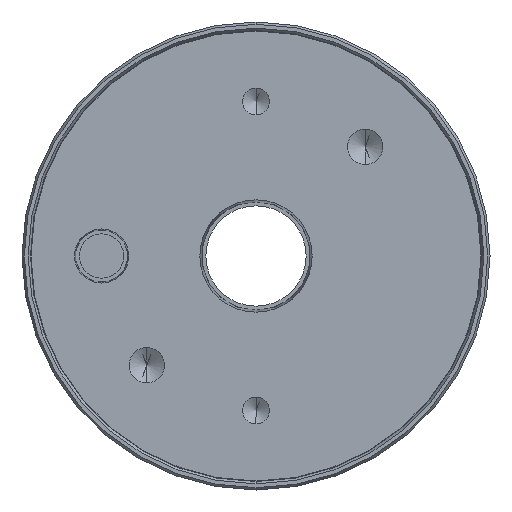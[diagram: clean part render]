
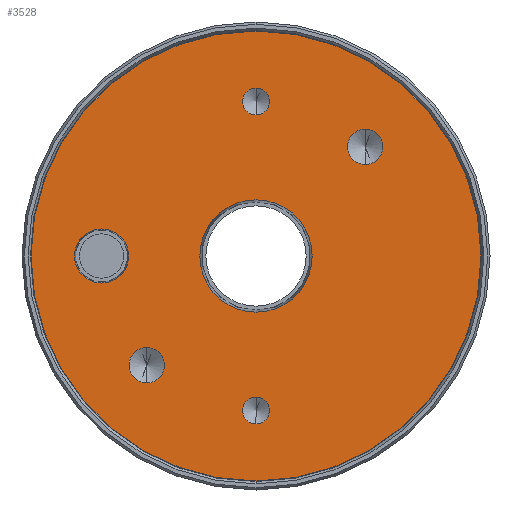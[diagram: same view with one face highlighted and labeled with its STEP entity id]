
A CAD part, front view. The second image highlights one B-rep face of the part: STEP entity #3528.
In plain terms, the highlighted planar face has unit normal (0, -1, 0).
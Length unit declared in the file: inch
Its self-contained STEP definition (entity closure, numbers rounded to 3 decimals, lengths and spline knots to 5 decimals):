
#1 = EDGE_CURVE ( 'NONE', #3275, #2024, #1606, .T. ) ;
#15 = VERTEX_POINT ( 'NONE', #1432 ) ;
#65 = AXIS2_PLACEMENT_3D ( 'NONE', #2144, #759, #1878 ) ;
#99 = ORIENTED_EDGE ( 'NONE', *, *, #1152, .F. ) ;
#104 = CARTESIAN_POINT ( 'NONE',  ( 0., 0., 0. ) ) ;
#130 = VERTEX_POINT ( 'NONE', #2790 ) ;
#131 = CIRCLE ( 'NONE', #2034, 0.2025 ) ;
#296 = EDGE_CURVE ( 'NONE', #960, #1841, #1424, .T. ) ;
#310 = EDGE_LOOP ( 'NONE', ( #99, #3000 ) ) ;
#354 = DIRECTION ( 'NONE',  ( 0., -1., 0. ) ) ;
#385 = DIRECTION ( 'NONE',  ( 0., 0., 1. ) ) ;
#439 = AXIS2_PLACEMENT_3D ( 'NONE', #1276, #2310, #385 ) ;
#453 = CARTESIAN_POINT ( 'NONE',  ( 0., 0., -1.6825 ) ) ;
#455 = CARTESIAN_POINT ( 'NONE',  ( 0., 0., -1.2555 ) ) ;
#470 = DIRECTION ( 'NONE',  ( 0., -1., 0. ) ) ;
#536 = DIRECTION ( 'NONE',  ( 0., 0., 1. ) ) ;
#572 = CARTESIAN_POINT ( 'NONE',  ( 0., 0., 0. ) ) ;
#574 = CARTESIAN_POINT ( 'NONE',  ( 0., 0., -0.42 ) ) ;
#579 = AXIS2_PLACEMENT_3D ( 'NONE', #1642, #2743, #3264 ) ;
#590 = EDGE_CURVE ( 'NONE', #1753, #15, #1554, .T. ) ;
#608 = EDGE_CURVE ( 'NONE', #3312, #1268, #2940, .T. ) ;
#617 = CARTESIAN_POINT ( 'NONE',  ( 0.81671, 0., 0.68389 ) ) ;
#659 = AXIS2_PLACEMENT_3D ( 'NONE', #2588, #1461, #2837 ) ;
#675 = ORIENTED_EDGE ( 'NONE', *, *, #2062, .F. ) ;
#698 = DIRECTION ( 'NONE',  ( 0., -1., 0. ) ) ;
#728 = VERTEX_POINT ( 'NONE', #2623 ) ;
#759 = DIRECTION ( 'NONE',  ( 0., -1., 0. ) ) ;
#772 = FACE_OUTER_BOUND ( 'NONE', #813, .T. ) ;
#813 = EDGE_LOOP ( 'NONE', ( #2259, #3327 ) ) ;
#816 = CARTESIAN_POINT ( 'NONE',  ( -1.155, 0., 0. ) ) ;
#853 = EDGE_LOOP ( 'NONE', ( #2048, #3348 ) ) ;
#935 = DIRECTION ( 'NONE',  ( 0., 0., 1. ) ) ;
#960 = VERTEX_POINT ( 'NONE', #453 ) ;
#969 = CARTESIAN_POINT ( 'NONE',  ( 0., 0., 1.155 ) ) ;
#996 = DIRECTION ( 'NONE',  ( 0., -1., 0. ) ) ;
#1012 = DIRECTION ( 'NONE',  ( 0., -1., 0. ) ) ;
#1040 = FACE_BOUND ( 'NONE', #853, .T. ) ;
#1140 = CARTESIAN_POINT ( 'NONE',  ( 0., 0., -1.155 ) ) ;
#1152 = EDGE_CURVE ( 'NONE', #15, #1753, #1473, .T. ) ;
#1173 = CIRCLE ( 'NONE', #1652, 0.2025 ) ;
#1198 = DIRECTION ( 'NONE',  ( 0., -1., 0. ) ) ;
#1231 = VERTEX_POINT ( 'NONE', #3274 ) ;
#1268 = VERTEX_POINT ( 'NONE', #2811 ) ;
#1276 = CARTESIAN_POINT ( 'NONE',  ( -0.81671, 0., -0.81671 ) ) ;
#1361 = EDGE_CURVE ( 'NONE', #1880, #1231, #1712, .T. ) ;
#1368 = AXIS2_PLACEMENT_3D ( 'NONE', #3373, #3337, #3355 ) ;
#1392 = ORIENTED_EDGE ( 'NONE', *, *, #1771, .F. ) ;
#1422 = DIRECTION ( 'NONE',  ( 0., 0., -1. ) ) ;
#1424 = CIRCLE ( 'NONE', #2075, 1.6825 ) ;
#1428 = DIRECTION ( 'NONE',  ( 0., 0., 1. ) ) ;
#1432 = CARTESIAN_POINT ( 'NONE',  ( 0., 0., -1.0545 ) ) ;
#1433 = CARTESIAN_POINT ( 'NONE',  ( 0., 0., 1.2555 ) ) ;
#1461 = DIRECTION ( 'NONE',  ( 0., -1., 0. ) ) ;
#1473 = CIRCLE ( 'NONE', #2341, 0.1005 ) ;
#1479 = CARTESIAN_POINT ( 'NONE',  ( 0., 0., 0. ) ) ;
#1481 = DIRECTION ( 'NONE',  ( 0., 0., 1. ) ) ;
#1486 = CARTESIAN_POINT ( 'NONE',  ( -0.81671, 0., -0.68389 ) ) ;
#1491 = VERTEX_POINT ( 'NONE', #2719 ) ;
#1515 = ORIENTED_EDGE ( 'NONE', *, *, #2129, .F. ) ;
#1554 = CIRCLE ( 'NONE', #3564, 0.1005 ) ;
#1606 = CIRCLE ( 'NONE', #3329, 0.13281 ) ;
#1622 = CARTESIAN_POINT ( 'NONE',  ( 0.81671, 0., 0.81671 ) ) ;
#1636 = FACE_BOUND ( 'NONE', #2122, .T. ) ;
#1642 = CARTESIAN_POINT ( 'NONE',  ( 0., 0., 0. ) ) ;
#1652 = AXIS2_PLACEMENT_3D ( 'NONE', #3497, #1012, #536 ) ;
#1653 = FACE_BOUND ( 'NONE', #3439, .T. ) ;
#1712 = CIRCLE ( 'NONE', #659, 0.1005 ) ;
#1715 = ORIENTED_EDGE ( 'NONE', *, *, #1746, .F. ) ;
#1746 = EDGE_CURVE ( 'NONE', #1231, #1880, #1833, .T. ) ;
#1753 = VERTEX_POINT ( 'NONE', #455 ) ;
#1770 = DIRECTION ( 'NONE',  ( 0., 0., 1. ) ) ;
#1771 = EDGE_CURVE ( 'NONE', #1268, #3312, #1996, .T. ) ;
#1777 = EDGE_CURVE ( 'NONE', #2524, #1491, #3548, .T. ) ;
#1779 = DIRECTION ( 'NONE',  ( 0., 0., 1. ) ) ;
#1833 = CIRCLE ( 'NONE', #3488, 0.1005 ) ;
#1841 = VERTEX_POINT ( 'NONE', #3516 ) ;
#1863 = DIRECTION ( 'NONE',  ( 0., 0., 1. ) ) ;
#1878 = DIRECTION ( 'NONE',  ( 0., 0., 1. ) ) ;
#1880 = VERTEX_POINT ( 'NONE', #1433 ) ;
#1913 = FACE_BOUND ( 'NONE', #1965, .T. ) ;
#1953 = ORIENTED_EDGE ( 'NONE', *, *, #2938, .F. ) ;
#1965 = EDGE_LOOP ( 'NONE', ( #2741, #1392 ) ) ;
#1974 = DIRECTION ( 'NONE',  ( 0., 1., 0. ) ) ;
#1996 = CIRCLE ( 'NONE', #439, 0.13281 ) ;
#2024 = VERTEX_POINT ( 'NONE', #2900 ) ;
#2034 = AXIS2_PLACEMENT_3D ( 'NONE', #816, #470, #1863 ) ;
#2048 = ORIENTED_EDGE ( 'NONE', *, *, #2471, .F. ) ;
#2062 = EDGE_CURVE ( 'NONE', #2024, #3275, #2754, .T. ) ;
#2075 = AXIS2_PLACEMENT_3D ( 'NONE', #104, #354, #1428 ) ;
#2120 = DIRECTION ( 'NONE',  ( 0., 0., 1. ) ) ;
#2122 = EDGE_LOOP ( 'NONE', ( #1515, #1953 ) ) ;
#2129 = EDGE_CURVE ( 'NONE', #728, #130, #1173, .T. ) ;
#2144 = CARTESIAN_POINT ( 'NONE',  ( 0., 0., 0. ) ) ;
#2153 = CIRCLE ( 'NONE', #579, 1.6825 ) ;
#2226 = AXIS2_PLACEMENT_3D ( 'NONE', #1622, #996, #2120 ) ;
#2249 = ORIENTED_EDGE ( 'NONE', *, *, #1361, .F. ) ;
#2259 = ORIENTED_EDGE ( 'NONE', *, *, #3208, .T. ) ;
#2276 = AXIS2_PLACEMENT_3D ( 'NONE', #1479, #1198, #1779 ) ;
#2305 = CARTESIAN_POINT ( 'NONE',  ( 0.81671, 0., 0.81671 ) ) ;
#2310 = DIRECTION ( 'NONE',  ( 0., -1., 0. ) ) ;
#2332 = ORIENTED_EDGE ( 'NONE', *, *, #1, .F. ) ;
#2341 = AXIS2_PLACEMENT_3D ( 'NONE', #2439, #2685, #2666 ) ;
#2392 = EDGE_LOOP ( 'NONE', ( #675, #2332 ) ) ;
#2439 = CARTESIAN_POINT ( 'NONE',  ( 0., 0., -1.155 ) ) ;
#2471 = EDGE_CURVE ( 'NONE', #1491, #2524, #3469, .T. ) ;
#2481 = FACE_BOUND ( 'NONE', #2392, .T. ) ;
#2524 = VERTEX_POINT ( 'NONE', #574 ) ;
#2588 = CARTESIAN_POINT ( 'NONE',  ( 0., 0., 1.155 ) ) ;
#2623 = CARTESIAN_POINT ( 'NONE',  ( -1.155, 0., 0.2025 ) ) ;
#2666 = DIRECTION ( 'NONE',  ( 0., 0., 1. ) ) ;
#2685 = DIRECTION ( 'NONE',  ( 0., -1., 0. ) ) ;
#2719 = CARTESIAN_POINT ( 'NONE',  ( 0., 0., 0.42 ) ) ;
#2738 = PLANE ( 'NONE',  #2909 ) ;
#2741 = ORIENTED_EDGE ( 'NONE', *, *, #608, .F. ) ;
#2743 = DIRECTION ( 'NONE',  ( 0., -1., 0. ) ) ;
#2754 = CIRCLE ( 'NONE', #2226, 0.13281 ) ;
#2790 = CARTESIAN_POINT ( 'NONE',  ( -1.155, 0., -0.2025 ) ) ;
#2811 = CARTESIAN_POINT ( 'NONE',  ( -0.81671, 0., -0.94952 ) ) ;
#2813 = DIRECTION ( 'NONE',  ( 0., -1., 0. ) ) ;
#2837 = DIRECTION ( 'NONE',  ( 0., 0., 1. ) ) ;
#2855 = DIRECTION ( 'NONE',  ( 0., -1., 0. ) ) ;
#2900 = CARTESIAN_POINT ( 'NONE',  ( 0.81671, 0., 0.94952 ) ) ;
#2909 = AXIS2_PLACEMENT_3D ( 'NONE', #572, #1974, #1422 ) ;
#2938 = EDGE_CURVE ( 'NONE', #130, #728, #131, .T. ) ;
#2940 = CIRCLE ( 'NONE', #1368, 0.13281 ) ;
#3000 = ORIENTED_EDGE ( 'NONE', *, *, #590, .F. ) ;
#3007 = FACE_BOUND ( 'NONE', #310, .T. ) ;
#3208 = EDGE_CURVE ( 'NONE', #1841, #960, #2153, .T. ) ;
#3264 = DIRECTION ( 'NONE',  ( 0., 0., 1. ) ) ;
#3274 = CARTESIAN_POINT ( 'NONE',  ( 0., 0., 1.0545 ) ) ;
#3275 = VERTEX_POINT ( 'NONE', #617 ) ;
#3312 = VERTEX_POINT ( 'NONE', #1486 ) ;
#3327 = ORIENTED_EDGE ( 'NONE', *, *, #296, .T. ) ;
#3329 = AXIS2_PLACEMENT_3D ( 'NONE', #2305, #2813, #1770 ) ;
#3337 = DIRECTION ( 'NONE',  ( 0., -1., 0. ) ) ;
#3348 = ORIENTED_EDGE ( 'NONE', *, *, #1777, .F. ) ;
#3355 = DIRECTION ( 'NONE',  ( 0., 0., 1. ) ) ;
#3373 = CARTESIAN_POINT ( 'NONE',  ( -0.81671, 0., -0.81671 ) ) ;
#3439 = EDGE_LOOP ( 'NONE', ( #2249, #1715 ) ) ;
#3469 = CIRCLE ( 'NONE', #65, 0.42 ) ;
#3488 = AXIS2_PLACEMENT_3D ( 'NONE', #969, #698, #935 ) ;
#3497 = CARTESIAN_POINT ( 'NONE',  ( -1.155, 0., 0. ) ) ;
#3516 = CARTESIAN_POINT ( 'NONE',  ( 0., 0., 1.6825 ) ) ;
#3528 = ADVANCED_FACE ( 'NONE', ( #1913, #2481, #3007, #1653, #1636, #1040, #772 ), #2738, .F. ) ;
#3548 = CIRCLE ( 'NONE', #2276, 0.42 ) ;
#3564 = AXIS2_PLACEMENT_3D ( 'NONE', #1140, #2855, #1481 ) ;
